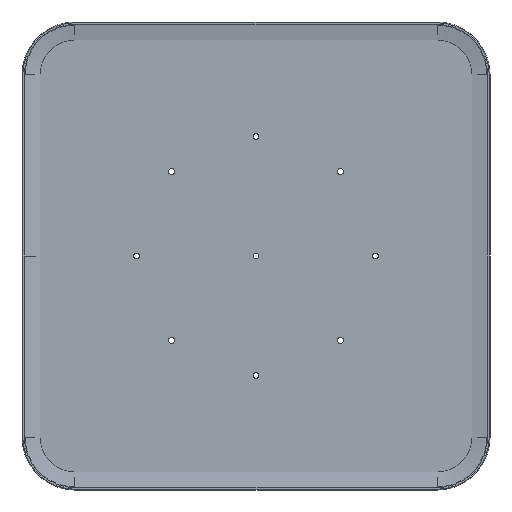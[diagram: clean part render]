
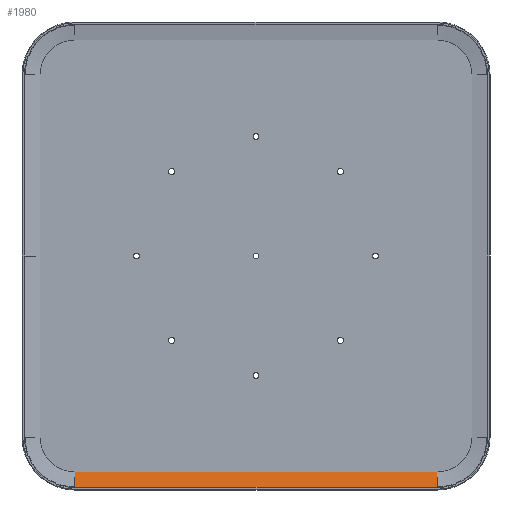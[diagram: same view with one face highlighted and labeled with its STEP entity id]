
A CAD part, front view. The second image highlights one B-rep face of the part: STEP entity #1980.
In plain terms, the highlighted planar face has unit normal (0, -0.985, 0.174).
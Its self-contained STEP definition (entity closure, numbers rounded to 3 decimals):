
#72 = LINE ( 'NONE', #3723, #2469 ) ;
#226 = CARTESIAN_POINT ( 'NONE',  ( -121.287, -0.008, -144.743 ) ) ;
#264 = LINE ( 'NONE', #2652, #1582 ) ;
#629 = CARTESIAN_POINT ( 'NONE',  ( -121.287, -1.867, -155.287 ) ) ;
#818 = CARTESIAN_POINT ( 'NONE',  ( 121.287, -0.008, -144.743 ) ) ;
#842 = VERTEX_POINT ( 'NONE', #2390 ) ;
#947 = LINE ( 'NONE', #226, #2572 ) ;
#999 = VERTEX_POINT ( 'NONE', #3631 ) ;
#1145 = EDGE_CURVE ( 'NONE', #999, #842, #264, .T. ) ;
#1397 = EDGE_CURVE ( 'NONE', #1806, #3442, #947, .T. ) ;
#1426 = VECTOR ( 'NONE', #2906, 1000. ) ;
#1582 = VECTOR ( 'NONE', #2293, 1000. ) ;
#1806 = VERTEX_POINT ( 'NONE', #4028 ) ;
#1849 = DIRECTION ( 'NONE',  ( 0., 0.174, 0.985 ) ) ;
#1863 = CARTESIAN_POINT ( 'NONE',  ( -121.287, -1.867, -155.287 ) ) ;
#1957 = AXIS2_PLACEMENT_3D ( 'NONE', #1863, #4137, #3462 ) ;
#1980 = ADVANCED_FACE ( 'NONE', ( #3209 ), #2462, .F. ) ;
#2293 = DIRECTION ( 'NONE',  ( 1., 0., 0. ) ) ;
#2390 = CARTESIAN_POINT ( 'NONE',  ( 121.287, -1.867, -155.287 ) ) ;
#2462 = PLANE ( 'NONE',  #1957 ) ;
#2469 = VECTOR ( 'NONE', #1849, 1000. ) ;
#2471 = LINE ( 'NONE', #629, #1426 ) ;
#2509 = ORIENTED_EDGE ( 'NONE', *, *, #1145, .T. ) ;
#2572 = VECTOR ( 'NONE', #3166, 1000. ) ;
#2652 = CARTESIAN_POINT ( 'NONE',  ( -121.287, -1.867, -155.287 ) ) ;
#2694 = EDGE_CURVE ( 'NONE', #999, #1806, #2471, .T. ) ;
#2716 = ORIENTED_EDGE ( 'NONE', *, *, #3087, .T. ) ;
#2906 = DIRECTION ( 'NONE',  ( 0., 0.174, 0.985 ) ) ;
#3087 = EDGE_CURVE ( 'NONE', #842, #3442, #72, .T. ) ;
#3166 = DIRECTION ( 'NONE',  ( 1., 0., 0. ) ) ;
#3209 = FACE_OUTER_BOUND ( 'NONE', #3968, .T. ) ;
#3217 = ORIENTED_EDGE ( 'NONE', *, *, #1397, .F. ) ;
#3442 = VERTEX_POINT ( 'NONE', #818 ) ;
#3462 = DIRECTION ( 'NONE',  ( 0., 0.174, 0.985 ) ) ;
#3631 = CARTESIAN_POINT ( 'NONE',  ( -121.287, -1.867, -155.287 ) ) ;
#3684 = ORIENTED_EDGE ( 'NONE', *, *, #2694, .F. ) ;
#3723 = CARTESIAN_POINT ( 'NONE',  ( 121.287, -1.867, -155.287 ) ) ;
#3968 = EDGE_LOOP ( 'NONE', ( #3217, #3684, #2509, #2716 ) ) ;
#4028 = CARTESIAN_POINT ( 'NONE',  ( -121.287, -0.008, -144.743 ) ) ;
#4137 = DIRECTION ( 'NONE',  ( 0., 0.985, -0.174 ) ) ;
